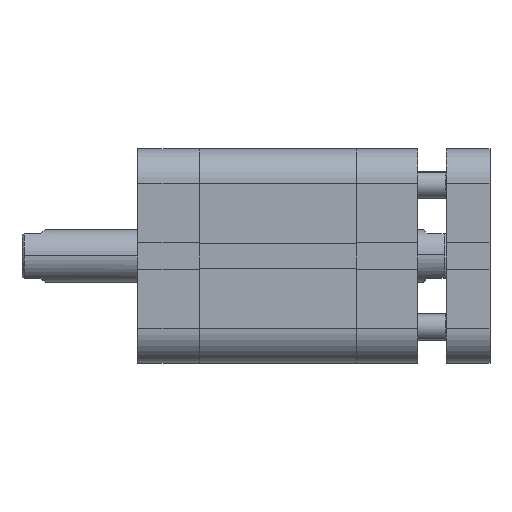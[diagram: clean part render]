
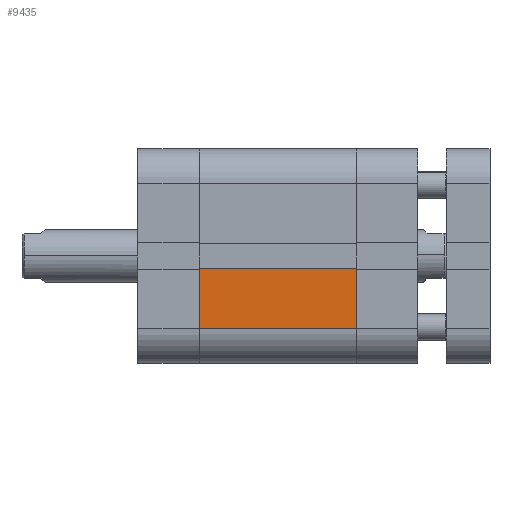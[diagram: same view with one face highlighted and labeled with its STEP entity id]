
A CAD part, front view. The second image highlights one B-rep face of the part: STEP entity #9435.
In plain terms, the highlighted planar face has unit normal (0, -1, 0).
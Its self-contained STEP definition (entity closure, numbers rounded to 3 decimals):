
#1507 = LINE ( 'NONE', #30365, #29217 ) ;
#2856 = CARTESIAN_POINT ( 'NONE',  ( 0., -24.5, -16.5 ) ) ;
#3865 = DIRECTION ( 'NONE',  ( 0., 0., -1. ) ) ;
#4132 = CARTESIAN_POINT ( 'NONE',  ( 0., -24.5, -2.8 ) ) ;
#4770 = EDGE_CURVE ( 'NONE', #11284, #32288, #1507, .T. ) ;
#4879 = VECTOR ( 'NONE', #17082, 1000. ) ;
#6748 = FACE_OUTER_BOUND ( 'NONE', #33938, .T. ) ;
#8170 = CARTESIAN_POINT ( 'NONE',  ( 36., -24.5, -16.5 ) ) ;
#8401 = LINE ( 'NONE', #29094, #4879 ) ;
#9435 = ADVANCED_FACE ( 'NONE', ( #6748 ), #27240, .F. ) ;
#9740 = VERTEX_POINT ( 'NONE', #29907 ) ;
#11284 = VERTEX_POINT ( 'NONE', #4132 ) ;
#13453 = VECTOR ( 'NONE', #25959, 1000. ) ;
#13636 = VERTEX_POINT ( 'NONE', #18184 ) ;
#15386 = ORIENTED_EDGE ( 'NONE', *, *, #4770, .T. ) ;
#15741 = VECTOR ( 'NONE', #33739, 1000. ) ;
#15929 = CARTESIAN_POINT ( 'NONE',  ( 36., -24.5, -24.5 ) ) ;
#16660 = LINE ( 'NONE', #8170, #13453 ) ;
#17082 = DIRECTION ( 'NONE',  ( -1., 0., 0. ) ) ;
#18184 = CARTESIAN_POINT ( 'NONE',  ( 36., -24.5, -16.5 ) ) ;
#19670 = DIRECTION ( 'NONE',  ( 0., 0., 1. ) ) ;
#21432 = CARTESIAN_POINT ( 'NONE',  ( 36., -24.5, -24.5 ) ) ;
#23581 = ORIENTED_EDGE ( 'NONE', *, *, #27013, .T. ) ;
#23873 = EDGE_CURVE ( 'NONE', #9740, #13636, #28306, .T. ) ;
#25959 = DIRECTION ( 'NONE',  ( 1., 0., 0. ) ) ;
#27013 = EDGE_CURVE ( 'NONE', #32288, #13636, #16660, .T. ) ;
#27240 = PLANE ( 'NONE',  #31875 ) ;
#28306 = LINE ( 'NONE', #15929, #15741 ) ;
#29094 = CARTESIAN_POINT ( 'NONE',  ( 36.001, -24.5, -2.8 ) ) ;
#29217 = VECTOR ( 'NONE', #3865, 1000. ) ;
#29546 = EDGE_CURVE ( 'NONE', #9740, #11284, #8401, .T. ) ;
#29907 = CARTESIAN_POINT ( 'NONE',  ( 36., -24.5, -2.8 ) ) ;
#30365 = CARTESIAN_POINT ( 'NONE',  ( 0., -24.5, -24.5 ) ) ;
#31875 = AXIS2_PLACEMENT_3D ( 'NONE', #21432, #33242, #19670 ) ;
#32288 = VERTEX_POINT ( 'NONE', #2856 ) ;
#33143 = ORIENTED_EDGE ( 'NONE', *, *, #23873, .F. ) ;
#33242 = DIRECTION ( 'NONE',  ( 0., 1., 0. ) ) ;
#33739 = DIRECTION ( 'NONE',  ( 0., 0., -1. ) ) ;
#33938 = EDGE_LOOP ( 'NONE', ( #38044, #15386, #23581, #33143 ) ) ;
#38044 = ORIENTED_EDGE ( 'NONE', *, *, #29546, .T. ) ;
